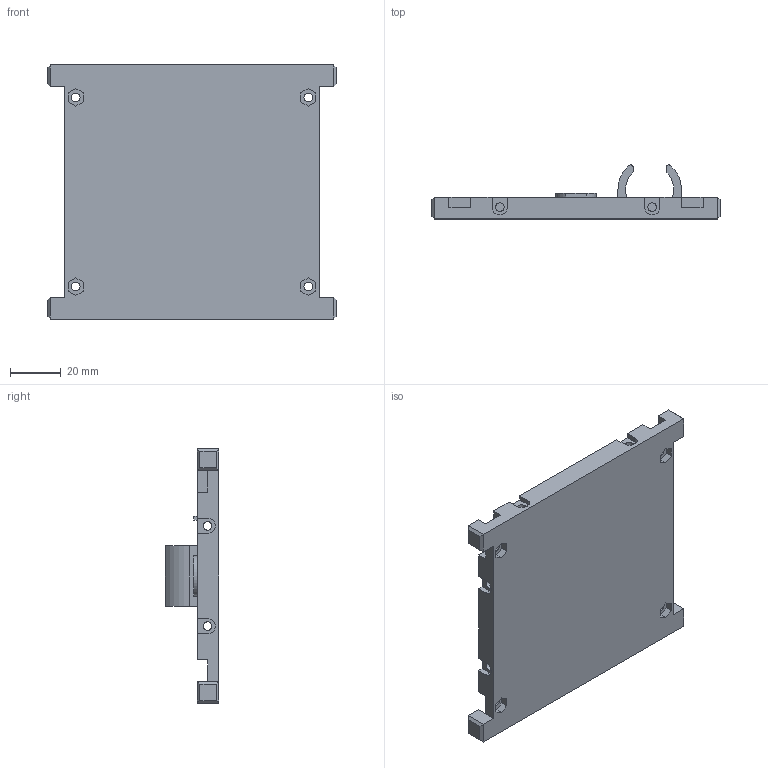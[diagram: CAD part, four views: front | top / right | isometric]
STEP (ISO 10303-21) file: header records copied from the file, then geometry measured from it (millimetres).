
FILE_DESCRIPTION (( 'STEP AP203' ), '1' );
FILE_NAME ('Íåñóùàÿ ñòåíêà 2.STEP', '2026-02-07T10:26:00', ( '' ), ( '' ), 'SwSTEP 2.0', 'SolidWorks 2024', '' );
FILE_SCHEMA (( 'CONFIG_CONTROL_DESIGN' ));
Length unit declared in the file: millimetre
Products named in the file (1): Несущая стенка 2
Bounding box: 113.5 x 21.22 x 100 mm (x, y, z)
Volume: 45017.7 mm3; surface area: 29911.1 mm2
Topology: 1 solids, 1 shells, 241 faces, 648 edges, 422 vertices
Faces by surface type: plane 194, cylinder 45, torus 2
Entity records: 7555 total; most frequent: CARTESIAN_POINT 1312, ORIENTED_EDGE 1296, DIRECTION 1228, EDGE_CURVE 648, LINE 552, VECTOR 552, VERTEX_POINT 422, AXIS2_PLACEMENT_3D 338
